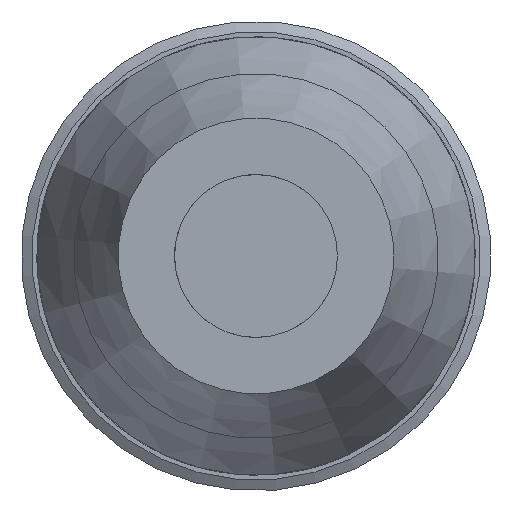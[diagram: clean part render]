
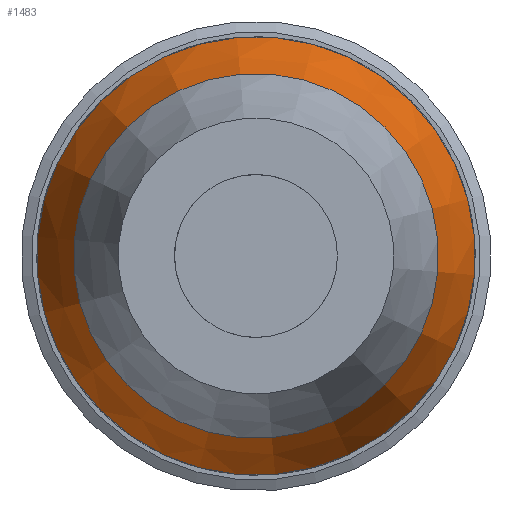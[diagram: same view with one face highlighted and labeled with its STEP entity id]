
A CAD part, left-side view. The second image highlights one B-rep face of the part: STEP entity #1483.
In plain terms, the highlighted conical face has half-angle 20.807 degrees and reference radius 5.1 mm.
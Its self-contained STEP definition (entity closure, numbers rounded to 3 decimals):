
#1413=CONICAL_SURFACE('',#5006,5.1,20.807);
#1483=ADVANCED_FACE('',(#1821,#1822),#1413,.T.);
#1821=FACE_BOUND('',#1993,.T.);
#1822=FACE_BOUND('',#1994,.T.);
#1993=EDGE_LOOP('',(#2560));
#1994=EDGE_LOOP('',(#2561));
#2560=ORIENTED_EDGE('',*,*,#4125,.F.);
#2561=ORIENTED_EDGE('',*,*,#4208,.T.);
#3667=VERTEX_POINT('',#6796);
#3726=VERTEX_POINT('',#7241);
#4125=EDGE_CURVE('',#3667,#3667,#4721,.T.);
#4208=EDGE_CURVE('',#3726,#3726,#4750,.T.);
#4721=CIRCLE('',#4948,7.);
#4750=CIRCLE('',#5004,5.1);
#4948=AXIS2_PLACEMENT_3D('',#6795,#5467,#5468);
#5004=AXIS2_PLACEMENT_3D('',#7240,#5605,#5606);
#5006=AXIS2_PLACEMENT_3D('',#7243,#5609,#5610);
#5467=DIRECTION('',(1.,0.,0.));
#5468=DIRECTION('',(0.,-0.707,-0.707));
#5605=DIRECTION('',(1.,0.,0.));
#5606=DIRECTION('',(0.,-0.707,-0.707));
#5609=DIRECTION('',(1.,0.,0.));
#5610=DIRECTION('',(0.,-0.707,-0.707));
#6795=CARTESIAN_POINT('',(20.1,50.,0.));
#6796=CARTESIAN_POINT('',(20.1,45.05,-4.95));
#7240=CARTESIAN_POINT('',(15.1,50.,0.));
#7241=CARTESIAN_POINT('',(15.1,46.394,-3.606));
#7243=CARTESIAN_POINT('',(15.1,50.,0.));
